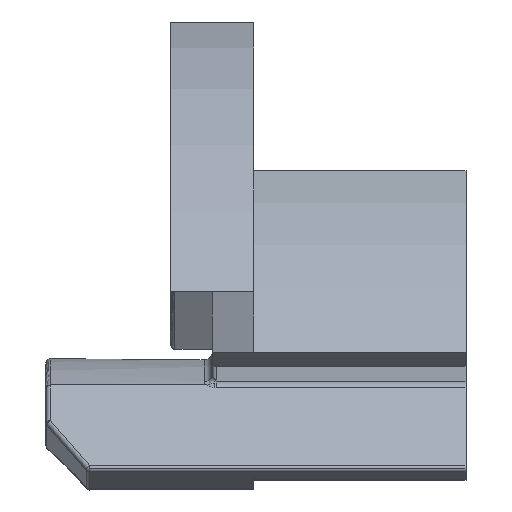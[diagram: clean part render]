
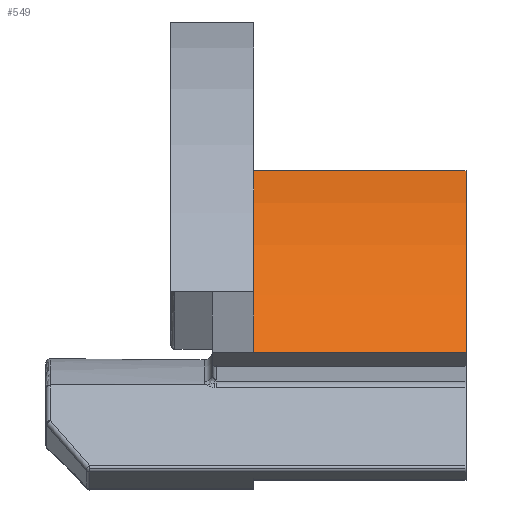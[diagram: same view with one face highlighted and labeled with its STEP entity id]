
A CAD part, top view. The second image highlights one B-rep face of the part: STEP entity #549.
In plain terms, the highlighted cylindrical face has radius 11.1 mm (diameter 22.2 mm), a partial arc.
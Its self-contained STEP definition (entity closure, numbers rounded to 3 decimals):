
#236 = DIRECTION ( 'NONE',  ( -1., 0., 0. ) ) ;
#276 = CARTESIAN_POINT ( 'NONE',  ( 6.1, 0., 0. ) ) ;
#286 = ORIENTED_EDGE ( 'NONE', *, *, #2148, .T. ) ;
#375 = CIRCLE ( 'NONE', #2053, 11.1 ) ;
#511 = EDGE_CURVE ( 'NONE', #1636, #2682, #1387, .T. ) ;
#549 = ADVANCED_FACE ( 'NONE', ( #1009 ), #1430, .T. ) ;
#683 = DIRECTION ( 'NONE',  ( 0., 0., -1. ) ) ;
#700 = CARTESIAN_POINT ( 'NONE',  ( 6.1, 5.808, 9.459 ) ) ;
#921 = DIRECTION ( 'NONE',  ( -1., 0., 0. ) ) ;
#953 = ORIENTED_EDGE ( 'NONE', *, *, #2797, .F. ) ;
#975 = AXIS2_PLACEMENT_3D ( 'NONE', #1899, #236, #2365 ) ;
#1009 = FACE_OUTER_BOUND ( 'NONE', #1776, .T. ) ;
#1180 = DIRECTION ( 'NONE',  ( 1., 0., 0. ) ) ;
#1231 = DIRECTION ( 'NONE',  ( 1., 0., 0. ) ) ;
#1387 = LINE ( 'NONE', #700, #1645 ) ;
#1411 = CARTESIAN_POINT ( 'NONE',  ( 6.1, 5.808, 9.459 ) ) ;
#1430 = CYLINDRICAL_SURFACE ( 'NONE', #975, 11.1 ) ;
#1634 = VERTEX_POINT ( 'NONE', #3119 ) ;
#1636 = VERTEX_POINT ( 'NONE', #1411 ) ;
#1645 = VECTOR ( 'NONE', #2393, 1000. ) ;
#1657 = ORIENTED_EDGE ( 'NONE', *, *, #511, .F. ) ;
#1776 = EDGE_LOOP ( 'NONE', ( #2473, #1657, #953, #286 ) ) ;
#1890 = CARTESIAN_POINT ( 'NONE',  ( 6.1, 10.184, 4.415 ) ) ;
#1899 = CARTESIAN_POINT ( 'NONE',  ( 6.1, 0., 0. ) ) ;
#1960 = DIRECTION ( 'NONE',  ( 0., 0., -1. ) ) ;
#1971 = LINE ( 'NONE', #1890, #3040 ) ;
#2007 = VERTEX_POINT ( 'NONE', #2243 ) ;
#2053 = AXIS2_PLACEMENT_3D ( 'NONE', #2370, #1180, #683 ) ;
#2096 = EDGE_CURVE ( 'NONE', #1634, #2682, #375, .T. ) ;
#2148 = EDGE_CURVE ( 'NONE', #2007, #1634, #1971, .T. ) ;
#2195 = CIRCLE ( 'NONE', #2321, 11.1 ) ;
#2243 = CARTESIAN_POINT ( 'NONE',  ( 6.1, 10.184, 4.415 ) ) ;
#2321 = AXIS2_PLACEMENT_3D ( 'NONE', #276, #1231, #1960 ) ;
#2364 = CARTESIAN_POINT ( 'NONE',  ( 1., 5.808, 9.459 ) ) ;
#2365 = DIRECTION ( 'NONE',  ( 0., 0., 1. ) ) ;
#2370 = CARTESIAN_POINT ( 'NONE',  ( 1., 0., 0. ) ) ;
#2393 = DIRECTION ( 'NONE',  ( -1., 0., 0. ) ) ;
#2473 = ORIENTED_EDGE ( 'NONE', *, *, #2096, .T. ) ;
#2682 = VERTEX_POINT ( 'NONE', #2364 ) ;
#2797 = EDGE_CURVE ( 'NONE', #2007, #1636, #2195, .T. ) ;
#3040 = VECTOR ( 'NONE', #921, 1000. ) ;
#3119 = CARTESIAN_POINT ( 'NONE',  ( 1., 10.184, 4.415 ) ) ;
